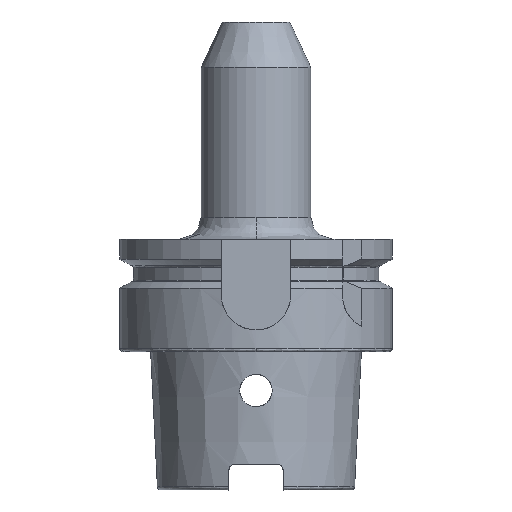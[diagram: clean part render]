
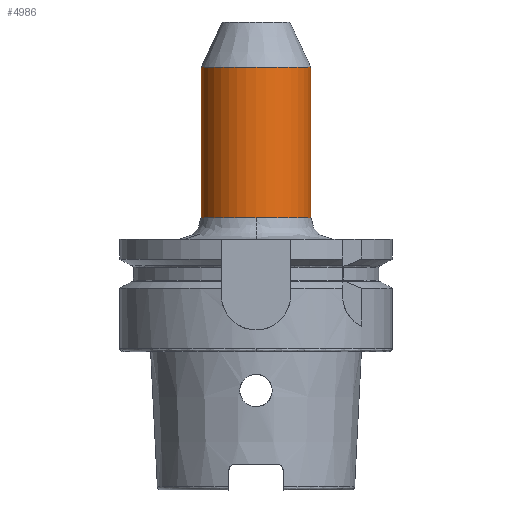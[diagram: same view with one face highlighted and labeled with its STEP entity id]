
A CAD part, left-side view. The second image highlights one B-rep face of the part: STEP entity #4986.
In plain terms, the highlighted cylindrical face has radius 12.7 mm (diameter 25.4 mm), a partial arc.
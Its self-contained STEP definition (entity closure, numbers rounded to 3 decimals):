
#57 = DIRECTION ( 'NONE',  ( 0., 0., -1. ) ) ;
#106 = EDGE_CURVE ( 'NONE', #4430, #3550, #2500, .T. ) ;
#111 = LINE ( 'NONE', #264, #3275 ) ;
#184 = CYLINDRICAL_SURFACE ( 'NONE', #3414, 12.7 ) ;
#235 = AXIS2_PLACEMENT_3D ( 'NONE', #3479, #1012, #3902 ) ;
#264 = CARTESIAN_POINT ( 'NONE',  ( 0., -12.7, 65.746 ) ) ;
#395 = CARTESIAN_POINT ( 'NONE',  ( 0., 0., 31. ) ) ;
#516 = EDGE_CURVE ( 'NONE', #5083, #4430, #4757, .T. ) ;
#800 = DIRECTION ( 'NONE',  ( 0., -1., 0. ) ) ;
#846 = CARTESIAN_POINT ( 'NONE',  ( 0., 12.7, 65.746 ) ) ;
#871 = AXIS2_PLACEMENT_3D ( 'NONE', #395, #3278, #800 ) ;
#927 = CARTESIAN_POINT ( 'NONE',  ( 0., -12.7, 65.746 ) ) ;
#1012 = DIRECTION ( 'NONE',  ( 0., 0., 1. ) ) ;
#1125 = ORIENTED_EDGE ( 'NONE', *, *, #516, .T. ) ;
#1637 = EDGE_CURVE ( 'NONE', #5083, #3208, #2324, .T. ) ;
#1808 = CARTESIAN_POINT ( 'NONE',  ( -12.7, 0., 31. ) ) ;
#1912 = VERTEX_POINT ( 'NONE', #5034 ) ;
#2316 = AXIS2_PLACEMENT_3D ( 'NONE', #4818, #2340, #5227 ) ;
#2324 = CIRCLE ( 'NONE', #235, 12.7 ) ;
#2340 = DIRECTION ( 'NONE',  ( 0., 0., 1. ) ) ;
#2347 = DIRECTION ( 'NONE',  ( 0., 1., 0. ) ) ;
#2500 = CIRCLE ( 'NONE', #2316, 12.7 ) ;
#2522 = EDGE_CURVE ( 'NONE', #3208, #1912, #111, .T. ) ;
#2701 = CARTESIAN_POINT ( 'NONE',  ( 0., 0., 65.746 ) ) ;
#2728 = CARTESIAN_POINT ( 'NONE',  ( 0., 12.7, 31. ) ) ;
#2877 = ORIENTED_EDGE ( 'NONE', *, *, #2522, .F. ) ;
#3139 = DIRECTION ( 'NONE',  ( 0., 0., -1. ) ) ;
#3208 = VERTEX_POINT ( 'NONE', #927 ) ;
#3275 = VECTOR ( 'NONE', #3139, 1000. ) ;
#3278 = DIRECTION ( 'NONE',  ( 0., 0., 1. ) ) ;
#3414 = AXIS2_PLACEMENT_3D ( 'NONE', #2701, #3569, #2347 ) ;
#3425 = EDGE_CURVE ( 'NONE', #3550, #1912, #3877, .T. ) ;
#3476 = FACE_OUTER_BOUND ( 'NONE', #4143, .T. ) ;
#3479 = CARTESIAN_POINT ( 'NONE',  ( 0., 0., 65.746 ) ) ;
#3550 = VERTEX_POINT ( 'NONE', #1808 ) ;
#3569 = DIRECTION ( 'NONE',  ( 0., 0., -1. ) ) ;
#3877 = CIRCLE ( 'NONE', #871, 12.7 ) ;
#3902 = DIRECTION ( 'NONE',  ( -1., 0., 0. ) ) ;
#4143 = EDGE_LOOP ( 'NONE', ( #2877, #4397, #1125, #4901, #4277 ) ) ;
#4277 = ORIENTED_EDGE ( 'NONE', *, *, #3425, .T. ) ;
#4397 = ORIENTED_EDGE ( 'NONE', *, *, #1637, .F. ) ;
#4430 = VERTEX_POINT ( 'NONE', #2728 ) ;
#4632 = VECTOR ( 'NONE', #57, 1000. ) ;
#4757 = LINE ( 'NONE', #5004, #4632 ) ;
#4818 = CARTESIAN_POINT ( 'NONE',  ( 0., 0., 31. ) ) ;
#4901 = ORIENTED_EDGE ( 'NONE', *, *, #106, .T. ) ;
#4986 = ADVANCED_FACE ( 'NONE', ( #3476 ), #184, .T. ) ;
#5004 = CARTESIAN_POINT ( 'NONE',  ( 0., 12.7, 65.746 ) ) ;
#5034 = CARTESIAN_POINT ( 'NONE',  ( 0., -12.7, 31. ) ) ;
#5083 = VERTEX_POINT ( 'NONE', #846 ) ;
#5227 = DIRECTION ( 'NONE',  ( 0., -1., 0. ) ) ;
